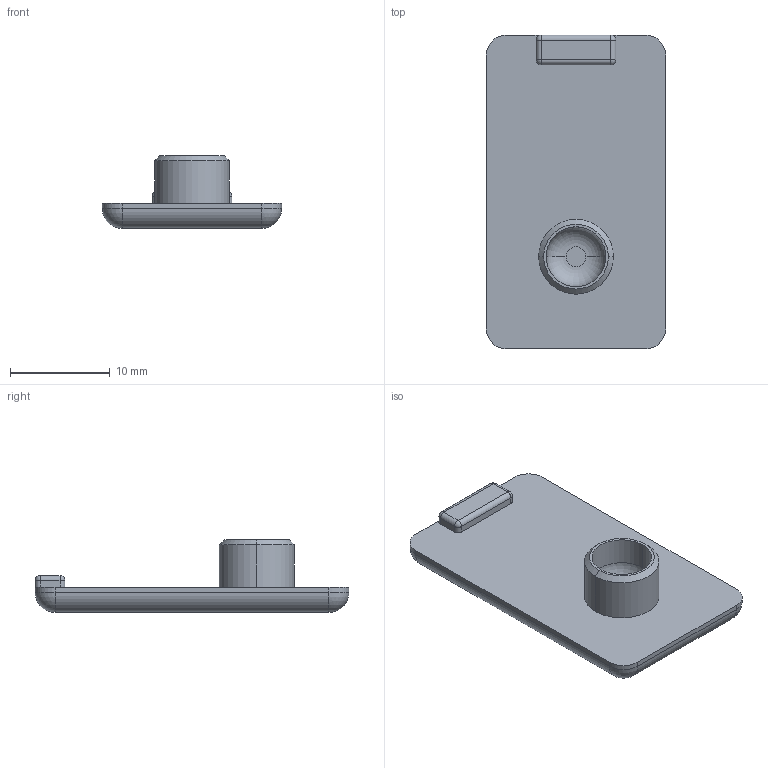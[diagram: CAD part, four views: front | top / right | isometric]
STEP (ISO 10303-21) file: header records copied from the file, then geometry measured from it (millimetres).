
FILE_DESCRIPTION (( 'STEP AP203' ), '1' );
FILE_NAME ('60-040-1.STEP', '2022-01-27T15:37:01', ( '' ), ( '' ), 'SwSTEP 2.0', 'SolidWorks 2021', '' );
FILE_SCHEMA (( 'CONFIG_CONTROL_DESIGN' ));
Length unit declared in the file: millimetre
Products named in the file (1): 60-040-1
Bounding box: 18 x 31.5 x 7.3 mm (x, y, z)
Volume: 1444 mm3; surface area: 1481.3 mm2
Topology: 1 solids, 1 shells, 44 faces, 100 edges, 52 vertices
Faces by surface type: cylinder 20, plane 12, sphere 8, torus 2, cone 2
Entity records: 1235 total; most frequent: DIRECTION 228, CARTESIAN_POINT 189, ORIENTED_EDGE 184, EDGE_CURVE 92, AXIS2_PLACEMENT_3D 91, VERTEX_POINT 52, EDGE_LOOP 46, CIRCLE 46
